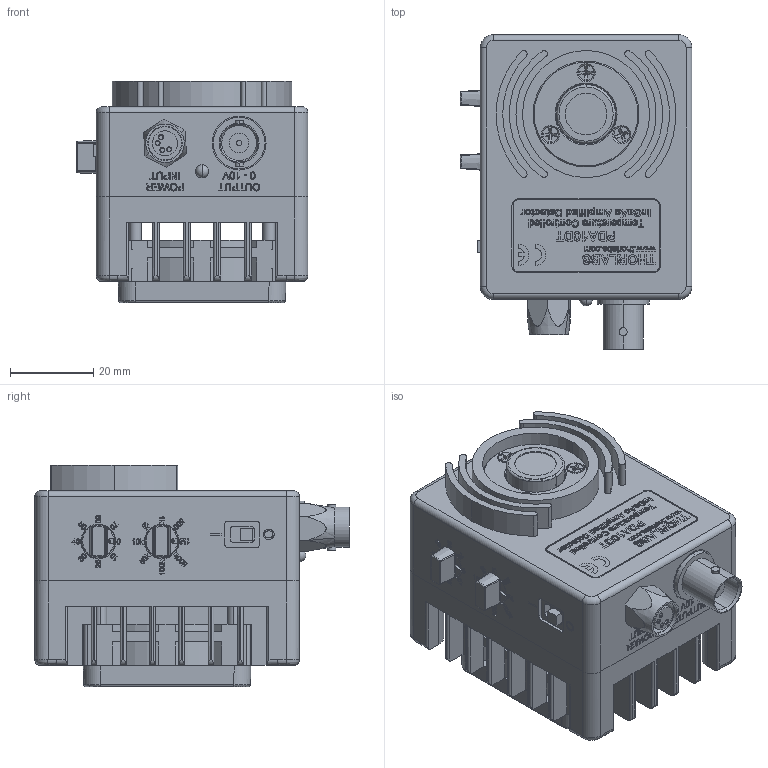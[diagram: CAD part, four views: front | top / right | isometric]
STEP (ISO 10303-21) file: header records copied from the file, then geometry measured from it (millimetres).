
FILE_DESCRIPTION (( 'STEP AP214' ), '1' );
FILE_NAME ('13129-E0W.step', '2007-11-13T07:26:47', ( ' ' ), ( ' ' ), 'SwSTEP 2.0', 'SolidWorks 2007', '' );
FILE_SCHEMA (( 'AUTOMOTIVE_DESIGN' ));
Length unit declared in the file: inch
Products named in the file (1): 13129-E0W
Bounding box: 55.63 x 75.46 x 53.2 mm (x, y, z)
Volume: 64786.2 mm3; surface area: 61488.1 mm2
Topology: 33 solids, 33 shells, 4435 faces, 11535 edges, 7505 vertices
Faces by surface type: plane 2218, bspline 1242, cylinder 754, cone 132, torus 79, sphere 10
Entity records: 251131 total; most frequent: CARTESIAN_POINT 91800, ORIENTED_EDGE 23002, DIRECTION 17153, EDGE_CURVE 11501, VERTEX_POINT 7505, VECTOR 7009, LINE 7009, AXIS2_PLACEMENT_3D 5072
